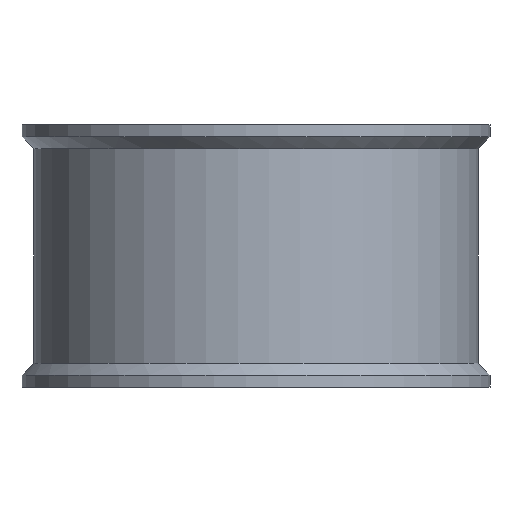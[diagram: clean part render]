
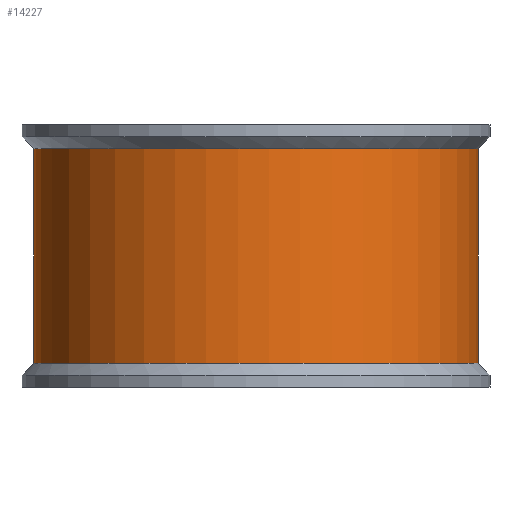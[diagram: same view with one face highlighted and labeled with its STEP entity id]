
A CAD part, front view. The second image highlights one B-rep face of the part: STEP entity #14227.
In plain terms, the highlighted free-form (B-spline) face has degree [2, 1] with [5, 2] control points.
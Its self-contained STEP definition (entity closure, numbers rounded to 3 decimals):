
#1174 = VERTEX_POINT('',#1175);
#1175 = CARTESIAN_POINT('',(-275.488,0.,-133.134));
#1176 = VERTEX_POINT('',#1177);
#1177 = CARTESIAN_POINT('',(275.488,0.,
    -133.134));
#1211 = VERTEX_POINT('',#1212);
#1212 = CARTESIAN_POINT('',(-275.488,0.,
    133.134));
#1213 = VERTEX_POINT('',#1214);
#1214 = CARTESIAN_POINT('',(275.488,0.,133.134));
#1222 = EDGE_CURVE('',#1213,#1176,#1223,.T.);
#1223 = B_SPLINE_CURVE_WITH_KNOTS('',1,(#1224,#1225),.UNSPECIFIED.,.F.,
  .F.,(2,2),(-224.014,46.034),.PIECEWISE_BEZIER_KNOTS.);
#1224 = CARTESIAN_POINT('',(275.488,0.,
    133.134));
#1225 = CARTESIAN_POINT('',(275.488,0.,
    -133.134));
#1228 = EDGE_CURVE('',#1211,#1174,#1229,.T.);
#1229 = B_SPLINE_CURVE_WITH_KNOTS('',1,(#1230,#1231),.UNSPECIFIED.,.F.,
  .F.,(2,2),(-224.014,46.034),.PIECEWISE_BEZIER_KNOTS.);
#1230 = CARTESIAN_POINT('',(-275.488,0.,133.134));
#1231 = CARTESIAN_POINT('',(-275.488,0.,-133.134));
#14207 = EDGE_CURVE('',#1213,#1211,#14208,.T.);
#14208 = ( BOUNDED_CURVE() B_SPLINE_CURVE(2,(#14209,#14210,#14211,#14212
,#14213),.UNSPECIFIED.,.F.,.F.) B_SPLINE_CURVE_WITH_KNOTS((3,2,3),(
    3.142,4.712,6.283),
.PIECEWISE_BEZIER_KNOTS.) CURVE() GEOMETRIC_REPRESENTATION_ITEM() 
RATIONAL_B_SPLINE_CURVE((1.,0.707,1.,0.707,1.)) 
REPRESENTATION_ITEM('') );
#14209 = CARTESIAN_POINT('',(275.488,0.,
    133.134));
#14210 = CARTESIAN_POINT('',(275.488,-275.488,
    133.134));
#14211 = CARTESIAN_POINT('',(0.,-275.488,
    133.134));
#14212 = CARTESIAN_POINT('',(-275.488,-275.488,
    133.134));
#14213 = CARTESIAN_POINT('',(-275.488,0.,
    133.134));
#14227 = ADVANCED_FACE('',(#14228),#14241,.T.);
#14228 = FACE_BOUND('',#14229,.T.);
#14229 = EDGE_LOOP('',(#14230,#14231,#14232,#14233));
#14230 = ORIENTED_EDGE('',*,*,#1222,.F.);
#14231 = ORIENTED_EDGE('',*,*,#14207,.T.);
#14232 = ORIENTED_EDGE('',*,*,#1228,.T.);
#14233 = ORIENTED_EDGE('',*,*,#14234,.F.);
#14234 = EDGE_CURVE('',#1176,#1174,#14235,.T.);
#14235 = ( BOUNDED_CURVE() B_SPLINE_CURVE(2,(#14236,#14237,#14238,#14239
,#14240),.UNSPECIFIED.,.F.,.F.) B_SPLINE_CURVE_WITH_KNOTS((3,2,3),(
    3.142,4.712,6.283),
.PIECEWISE_BEZIER_KNOTS.) CURVE() GEOMETRIC_REPRESENTATION_ITEM() 
RATIONAL_B_SPLINE_CURVE((1.,0.707,1.,0.707,1.)) 
REPRESENTATION_ITEM('') );
#14236 = CARTESIAN_POINT('',(275.488,0.,
    -133.134));
#14237 = CARTESIAN_POINT('',(275.488,-275.488,
    -133.134));
#14238 = CARTESIAN_POINT('',(0.,-275.488,
    -133.134));
#14239 = CARTESIAN_POINT('',(-275.488,-275.488,
    -133.134));
#14240 = CARTESIAN_POINT('',(-275.488,0.,
    -133.134));
#14241 = ( BOUNDED_SURFACE() B_SPLINE_SURFACE(2,1,(
    (#14242,#14243)
    ,(#14244,#14245)
    ,(#14246,#14247)
    ,(#14248,#14249)
    ,(#14250,#14251
)),.UNSPECIFIED.,.F.,.F.,.F.) B_SPLINE_SURFACE_WITH_KNOTS((3,2,3),(2,2),
  (3.142,4.712,6.283),(-224.014,
    46.034),.PIECEWISE_BEZIER_KNOTS.) 
GEOMETRIC_REPRESENTATION_ITEM() RATIONAL_B_SPLINE_SURFACE((
    (1.,1.)
    ,(0.707,0.707)
    ,(1.,1.)
    ,(0.707,0.707)
,(1.,1.))) REPRESENTATION_ITEM('') SURFACE() );
#14242 = CARTESIAN_POINT('',(275.488,0.,
    133.134));
#14243 = CARTESIAN_POINT('',(275.488,0.,
    -133.134));
#14244 = CARTESIAN_POINT('',(275.488,-275.488,
    133.134));
#14245 = CARTESIAN_POINT('',(275.488,-275.488,
    -133.134));
#14246 = CARTESIAN_POINT('',(0.,-275.488,
    133.134));
#14247 = CARTESIAN_POINT('',(0.,-275.488,
    -133.134));
#14248 = CARTESIAN_POINT('',(-275.488,-275.488,
    133.134));
#14249 = CARTESIAN_POINT('',(-275.488,-275.488,
    -133.134));
#14250 = CARTESIAN_POINT('',(-275.488,0.,
    133.134));
#14251 = CARTESIAN_POINT('',(-275.488,0.,
    -133.134));
